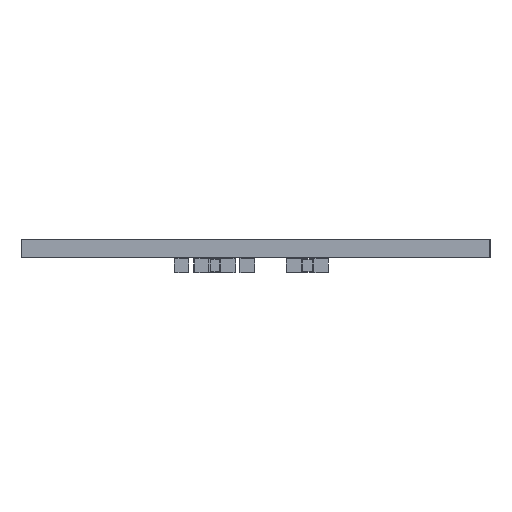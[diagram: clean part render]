
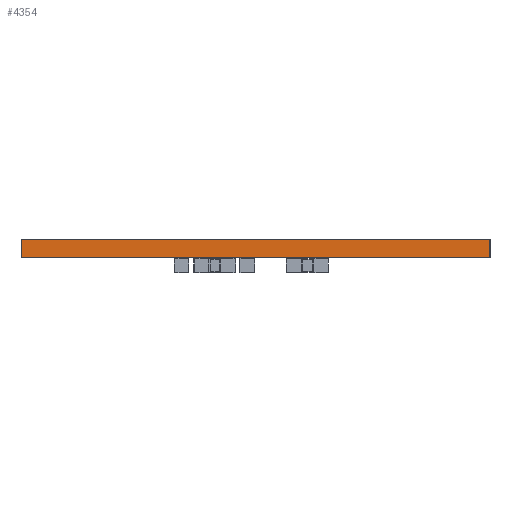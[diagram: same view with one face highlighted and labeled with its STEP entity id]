
A CAD part, left-side view. The second image highlights one B-rep face of the part: STEP entity #4354.
In plain terms, the highlighted planar face has unit normal (-1, 0, 0).
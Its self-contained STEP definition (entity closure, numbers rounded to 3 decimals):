
#4354 = ADVANCED_FACE('',(#4355),#4369,.T.);
#4355 = FACE_BOUND('',#4356,.T.);
#4356 = EDGE_LOOP('',(#4357,#4392,#4420,#4448));
#4357 = ORIENTED_EDGE('',*,*,#4358,.T.);
#4358 = EDGE_CURVE('',#4359,#4361,#4363,.T.);
#4359 = VERTEX_POINT('',#4360);
#4360 = CARTESIAN_POINT('',(0.254,0.254,0.));
#4361 = VERTEX_POINT('',#4362);
#4362 = CARTESIAN_POINT('',(0.254,0.254,1.6));
#4363 = SURFACE_CURVE('',#4364,(#4368,#4380),.PCURVE_S1.);
#4364 = LINE('',#4365,#4366);
#4365 = CARTESIAN_POINT('',(0.254,0.254,0.));
#4366 = VECTOR('',#4367,1.);
#4367 = DIRECTION('',(0.,0.,1.));
#4368 = PCURVE('',#4369,#4374);
#4369 = PLANE('',#4370);
#4370 = AXIS2_PLACEMENT_3D('',#4371,#4372,#4373);
#4371 = CARTESIAN_POINT('',(0.254,0.254,0.));
#4372 = DIRECTION('',(-1.,0.,0.));
#4373 = DIRECTION('',(0.,1.,0.));
#4374 = DEFINITIONAL_REPRESENTATION('',(#4375),#4379);
#4375 = LINE('',#4376,#4377);
#4376 = CARTESIAN_POINT('',(0.,0.));
#4377 = VECTOR('',#4378,1.);
#4378 = DIRECTION('',(0.,-1.));
#4379 = ( GEOMETRIC_REPRESENTATION_CONTEXT(2) 
PARAMETRIC_REPRESENTATION_CONTEXT() REPRESENTATION_CONTEXT('2D SPACE',''
  ) );
#4380 = PCURVE('',#4381,#4386);
#4381 = PLANE('',#4382);
#4382 = AXIS2_PLACEMENT_3D('',#4383,#4384,#4385);
#4383 = CARTESIAN_POINT('',(60.706,0.254,0.));
#4384 = DIRECTION('',(0.,-1.,0.));
#4385 = DIRECTION('',(-1.,0.,0.));
#4386 = DEFINITIONAL_REPRESENTATION('',(#4387),#4391);
#4387 = LINE('',#4388,#4389);
#4388 = CARTESIAN_POINT('',(60.452,0.));
#4389 = VECTOR('',#4390,1.);
#4390 = DIRECTION('',(0.,-1.));
#4391 = ( GEOMETRIC_REPRESENTATION_CONTEXT(2) 
PARAMETRIC_REPRESENTATION_CONTEXT() REPRESENTATION_CONTEXT('2D SPACE',''
  ) );
#4392 = ORIENTED_EDGE('',*,*,#4393,.T.);
#4393 = EDGE_CURVE('',#4361,#4394,#4396,.T.);
#4394 = VERTEX_POINT('',#4395);
#4395 = CARTESIAN_POINT('',(0.254,40.386,1.6));
#4396 = SURFACE_CURVE('',#4397,(#4401,#4408),.PCURVE_S1.);
#4397 = LINE('',#4398,#4399);
#4398 = CARTESIAN_POINT('',(0.254,0.254,1.6));
#4399 = VECTOR('',#4400,1.);
#4400 = DIRECTION('',(0.,1.,0.));
#4401 = PCURVE('',#4369,#4402);
#4402 = DEFINITIONAL_REPRESENTATION('',(#4403),#4407);
#4403 = LINE('',#4404,#4405);
#4404 = CARTESIAN_POINT('',(0.,-1.6));
#4405 = VECTOR('',#4406,1.);
#4406 = DIRECTION('',(1.,0.));
#4407 = ( GEOMETRIC_REPRESENTATION_CONTEXT(2) 
PARAMETRIC_REPRESENTATION_CONTEXT() REPRESENTATION_CONTEXT('2D SPACE',''
  ) );
#4408 = PCURVE('',#4409,#4414);
#4409 = PLANE('',#4410);
#4410 = AXIS2_PLACEMENT_3D('',#4411,#4412,#4413);
#4411 = CARTESIAN_POINT('',(30.48,20.32,1.6));
#4412 = DIRECTION('',(-0.,-0.,-1.));
#4413 = DIRECTION('',(-1.,0.,0.));
#4414 = DEFINITIONAL_REPRESENTATION('',(#4415),#4419);
#4415 = LINE('',#4416,#4417);
#4416 = CARTESIAN_POINT('',(30.226,-20.066));
#4417 = VECTOR('',#4418,1.);
#4418 = DIRECTION('',(0.,1.));
#4419 = ( GEOMETRIC_REPRESENTATION_CONTEXT(2) 
PARAMETRIC_REPRESENTATION_CONTEXT() REPRESENTATION_CONTEXT('2D SPACE',''
  ) );
#4420 = ORIENTED_EDGE('',*,*,#4421,.F.);
#4421 = EDGE_CURVE('',#4422,#4394,#4424,.T.);
#4422 = VERTEX_POINT('',#4423);
#4423 = CARTESIAN_POINT('',(0.254,40.386,0.));
#4424 = SURFACE_CURVE('',#4425,(#4429,#4436),.PCURVE_S1.);
#4425 = LINE('',#4426,#4427);
#4426 = CARTESIAN_POINT('',(0.254,40.386,0.));
#4427 = VECTOR('',#4428,1.);
#4428 = DIRECTION('',(0.,0.,1.));
#4429 = PCURVE('',#4369,#4430);
#4430 = DEFINITIONAL_REPRESENTATION('',(#4431),#4435);
#4431 = LINE('',#4432,#4433);
#4432 = CARTESIAN_POINT('',(40.132,0.));
#4433 = VECTOR('',#4434,1.);
#4434 = DIRECTION('',(0.,-1.));
#4435 = ( GEOMETRIC_REPRESENTATION_CONTEXT(2) 
PARAMETRIC_REPRESENTATION_CONTEXT() REPRESENTATION_CONTEXT('2D SPACE',''
  ) );
#4436 = PCURVE('',#4437,#4442);
#4437 = PLANE('',#4438);
#4438 = AXIS2_PLACEMENT_3D('',#4439,#4440,#4441);
#4439 = CARTESIAN_POINT('',(0.254,40.386,0.));
#4440 = DIRECTION('',(0.,1.,0.));
#4441 = DIRECTION('',(1.,0.,0.));
#4442 = DEFINITIONAL_REPRESENTATION('',(#4443),#4447);
#4443 = LINE('',#4444,#4445);
#4444 = CARTESIAN_POINT('',(0.,0.));
#4445 = VECTOR('',#4446,1.);
#4446 = DIRECTION('',(0.,-1.));
#4447 = ( GEOMETRIC_REPRESENTATION_CONTEXT(2) 
PARAMETRIC_REPRESENTATION_CONTEXT() REPRESENTATION_CONTEXT('2D SPACE',''
  ) );
#4448 = ORIENTED_EDGE('',*,*,#4449,.F.);
#4449 = EDGE_CURVE('',#4359,#4422,#4450,.T.);
#4450 = SURFACE_CURVE('',#4451,(#4455,#4462),.PCURVE_S1.);
#4451 = LINE('',#4452,#4453);
#4452 = CARTESIAN_POINT('',(0.254,0.254,0.));
#4453 = VECTOR('',#4454,1.);
#4454 = DIRECTION('',(0.,1.,0.));
#4455 = PCURVE('',#4369,#4456);
#4456 = DEFINITIONAL_REPRESENTATION('',(#4457),#4461);
#4457 = LINE('',#4458,#4459);
#4458 = CARTESIAN_POINT('',(0.,0.));
#4459 = VECTOR('',#4460,1.);
#4460 = DIRECTION('',(1.,0.));
#4461 = ( GEOMETRIC_REPRESENTATION_CONTEXT(2) 
PARAMETRIC_REPRESENTATION_CONTEXT() REPRESENTATION_CONTEXT('2D SPACE',''
  ) );
#4462 = PCURVE('',#4463,#4468);
#4463 = PLANE('',#4464);
#4464 = AXIS2_PLACEMENT_3D('',#4465,#4466,#4467);
#4465 = CARTESIAN_POINT('',(30.48,20.32,0.));
#4466 = DIRECTION('',(-0.,-0.,-1.));
#4467 = DIRECTION('',(-1.,0.,0.));
#4468 = DEFINITIONAL_REPRESENTATION('',(#4469),#4473);
#4469 = LINE('',#4470,#4471);
#4470 = CARTESIAN_POINT('',(30.226,-20.066));
#4471 = VECTOR('',#4472,1.);
#4472 = DIRECTION('',(0.,1.));
#4473 = ( GEOMETRIC_REPRESENTATION_CONTEXT(2) 
PARAMETRIC_REPRESENTATION_CONTEXT() REPRESENTATION_CONTEXT('2D SPACE',''
  ) );
